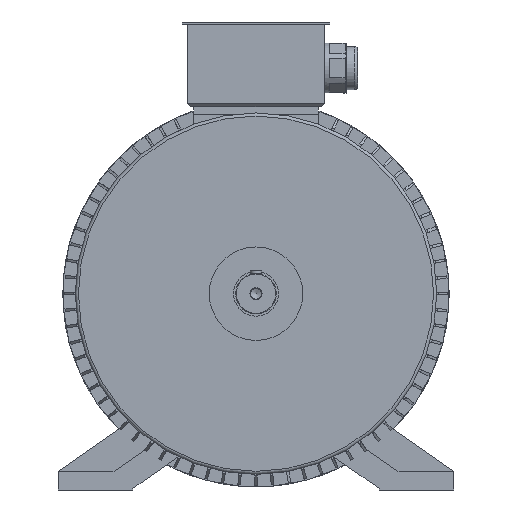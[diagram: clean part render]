
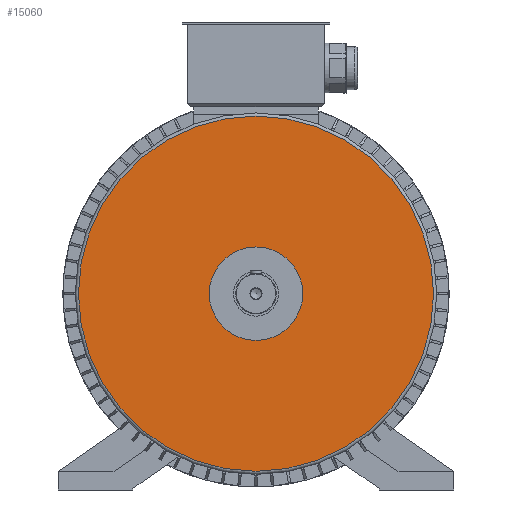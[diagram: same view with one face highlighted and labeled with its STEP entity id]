
A CAD part, front view. The second image highlights one B-rep face of the part: STEP entity #15060.
In plain terms, the highlighted planar face has unit normal (0, -1, 0).
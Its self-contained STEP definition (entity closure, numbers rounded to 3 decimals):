
#592=CIRCLE('',#15926,285.);
#593=CIRCLE('',#15927,75.);
#1673=ORIENTED_EDGE('',*,*,#4894,.T.);
#1674=ORIENTED_EDGE('',*,*,#4895,.T.);
#4894=EDGE_CURVE('',#6462,#6462,#592,.F.);
#4895=EDGE_CURVE('',#6463,#6463,#593,.T.);
#6462=VERTEX_POINT('',#21316);
#6463=VERTEX_POINT('',#21318);
#9213=EDGE_LOOP('',(#1673));
#9214=EDGE_LOOP('',(#1674));
#9851=FACE_BOUND('',#9213,.T.);
#9852=FACE_BOUND('',#9214,.T.);
#10464=PLANE('',#15925);
#15060=ADVANCED_FACE('',(#9851,#9852),#10464,.F.);
#15925=AXIS2_PLACEMENT_3D('',#21314,#17839,#17840);
#15926=AXIS2_PLACEMENT_3D('',#21315,#17841,#17842);
#15927=AXIS2_PLACEMENT_3D('',#21317,#17843,#17844);
#17839=DIRECTION('',(0.,1.,0.));
#17840=DIRECTION('',(0.,0.,1.));
#17841=DIRECTION('',(0.,1.,0.));
#17842=DIRECTION('',(0.,0.,1.));
#17843=DIRECTION('',(0.,1.,0.));
#17844=DIRECTION('',(1.,0.,0.));
#21314=CARTESIAN_POINT('',(0.,-60.,0.));
#21315=CARTESIAN_POINT('',(0.,-60.,0.));
#21316=CARTESIAN_POINT('',(0.,-60.,285.));
#21317=CARTESIAN_POINT('',(0.,-60.,0.));
#21318=CARTESIAN_POINT('',(75.,-60.,0.));
